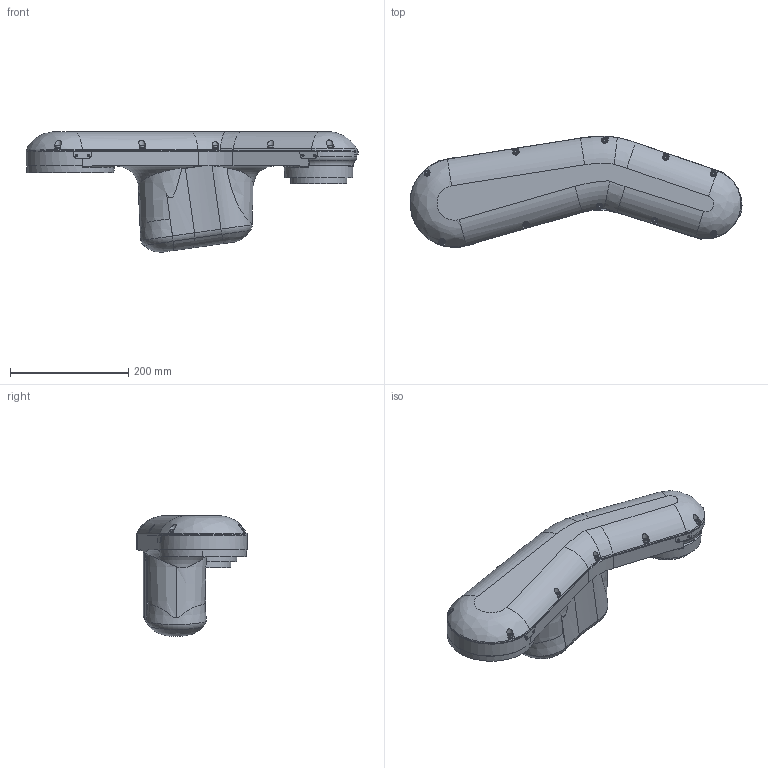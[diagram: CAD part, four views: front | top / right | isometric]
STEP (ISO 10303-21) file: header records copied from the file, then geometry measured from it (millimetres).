
FILE_DESCRIPTION((''),'2;1');
FILE_NAME('VT6_A901S_J2','2019-08-22T18:54:34',('arco0'),(''),'CREO PARAMETRIC BY PTC INC, 2018420','CREO PARAMETRIC BY PTC INC, 2018420','');
FILE_SCHEMA(('AUTOMOTIVE_DESIGN { 1 0 10303 214 1 1 1 1 }'));
Length unit declared in the file: millimetre
Products named in the file (1): VT6_A901S_J2
Bounding box: 561.45 x 188.12 x 203.97 mm (x, y, z)
Volume: 6123752.1 mm3; surface area: 294987.8 mm2
Topology: 1 solids, 1 shells, 417 faces, 1014 edges, 643 vertices
Faces by surface type: plane 218, cylinder 99, cone 50, torus 46, bspline 4
Entity records: 18067 total; most frequent: CARTESIAN_POINT 3194, DIRECTION 2107, ORIENTED_EDGE 2028, PRESENTATION_STYLE_ASSIGNMENT 1171, STYLED_ITEM 1015, CURVE_STYLE 1014, EDGE_CURVE 1014, AXIS2_PLACEMENT_3D 795
